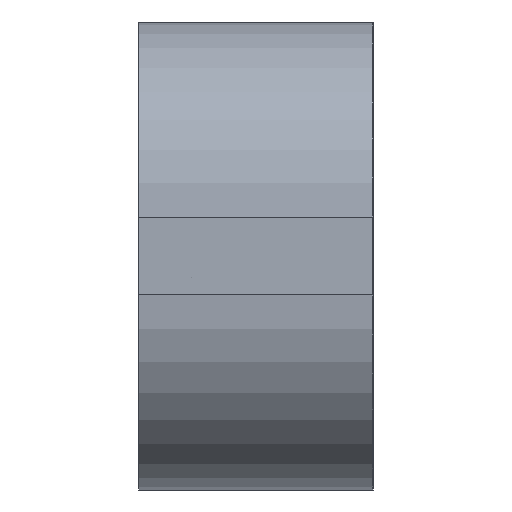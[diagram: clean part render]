
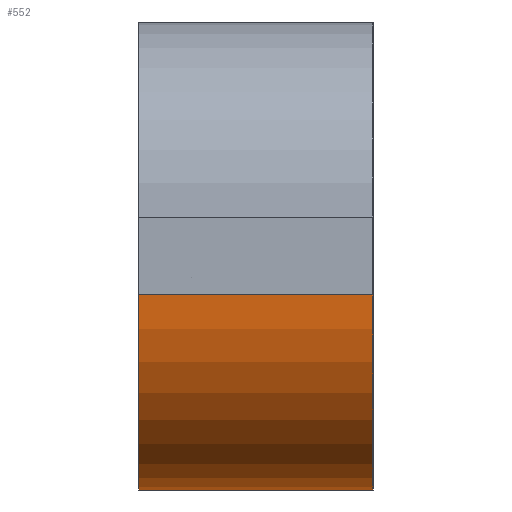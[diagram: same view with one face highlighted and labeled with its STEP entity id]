
A CAD part, left-side view. The second image highlights one B-rep face of the part: STEP entity #552.
In plain terms, the highlighted cylindrical face has radius 5 mm (diameter 10 mm), a partial arc.
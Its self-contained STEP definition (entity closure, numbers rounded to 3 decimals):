
#10 = DIRECTION ( 'NONE',  ( 0., 0., 1. ) ) ;
#25 = CARTESIAN_POINT ( 'NONE',  ( -28.5, 0., -6. ) ) ;
#33 = CARTESIAN_POINT ( 'NONE',  ( -28.5, 6., -1. ) ) ;
#45 = CARTESIAN_POINT ( 'NONE',  ( -28.5, 6., -6. ) ) ;
#46 = ORIENTED_EDGE ( 'NONE', *, *, #573, .T. ) ;
#91 = DIRECTION ( 'NONE',  ( 0., 0., 1. ) ) ;
#92 = CIRCLE ( 'NONE', #567, 5. ) ;
#105 = DIRECTION ( 'NONE',  ( 0., -1., 0. ) ) ;
#145 = VECTOR ( 'NONE', #556, 1000. ) ;
#187 = CIRCLE ( 'NONE', #191, 5. ) ;
#191 = AXIS2_PLACEMENT_3D ( 'NONE', #678, #758, #10 ) ;
#228 = LINE ( 'NONE', #431, #145 ) ;
#232 = DIRECTION ( 'NONE',  ( 0., 0., -1. ) ) ;
#236 = CYLINDRICAL_SURFACE ( 'NONE', #442, 5. ) ;
#259 = CARTESIAN_POINT ( 'NONE',  ( -33.5, 0., -1. ) ) ;
#288 = ORIENTED_EDGE ( 'NONE', *, *, #743, .T. ) ;
#387 = CARTESIAN_POINT ( 'NONE',  ( -28.5, 6., -6. ) ) ;
#415 = EDGE_CURVE ( 'NONE', #740, #752, #92, .T. ) ;
#431 = CARTESIAN_POINT ( 'NONE',  ( -33.5, 6., -1. ) ) ;
#442 = AXIS2_PLACEMENT_3D ( 'NONE', #481, #105, #232 ) ;
#481 = CARTESIAN_POINT ( 'NONE',  ( -28.5, 6., -1. ) ) ;
#552 = ADVANCED_FACE ( 'NONE', ( #631 ), #236, .T. ) ;
#556 = DIRECTION ( 'NONE',  ( 0., -1., 0. ) ) ;
#567 = AXIS2_PLACEMENT_3D ( 'NONE', #33, #787, #91 ) ;
#573 = EDGE_CURVE ( 'NONE', #740, #799, #780, .T. ) ;
#609 = VECTOR ( 'NONE', #796, 1000. ) ;
#631 = FACE_OUTER_BOUND ( 'NONE', #802, .T. ) ;
#678 = CARTESIAN_POINT ( 'NONE',  ( -28.5, 0., -1. ) ) ;
#679 = ORIENTED_EDGE ( 'NONE', *, *, #709, .F. ) ;
#688 = ORIENTED_EDGE ( 'NONE', *, *, #415, .F. ) ;
#709 = EDGE_CURVE ( 'NONE', #752, #715, #228, .T. ) ;
#715 = VERTEX_POINT ( 'NONE', #259 ) ;
#740 = VERTEX_POINT ( 'NONE', #387 ) ;
#743 = EDGE_CURVE ( 'NONE', #799, #715, #187, .T. ) ;
#752 = VERTEX_POINT ( 'NONE', #761 ) ;
#758 = DIRECTION ( 'NONE',  ( 0., 1., 0. ) ) ;
#761 = CARTESIAN_POINT ( 'NONE',  ( -33.5, 6., -1. ) ) ;
#780 = LINE ( 'NONE', #45, #609 ) ;
#787 = DIRECTION ( 'NONE',  ( 0., 1., 0. ) ) ;
#796 = DIRECTION ( 'NONE',  ( 0., -1., 0. ) ) ;
#799 = VERTEX_POINT ( 'NONE', #25 ) ;
#802 = EDGE_LOOP ( 'NONE', ( #288, #679, #688, #46 ) ) ;
